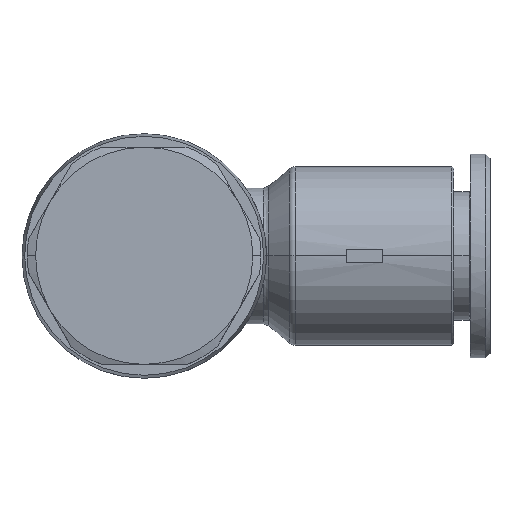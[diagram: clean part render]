
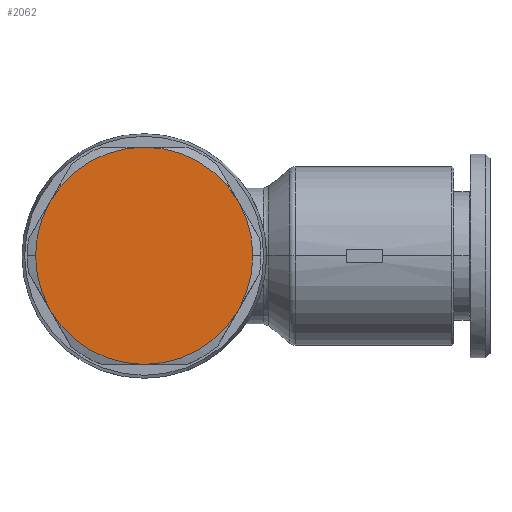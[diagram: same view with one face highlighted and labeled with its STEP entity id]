
A CAD part, top view. The second image highlights one B-rep face of the part: STEP entity #2062.
In plain terms, the highlighted planar face has unit normal (0, 0, 1).
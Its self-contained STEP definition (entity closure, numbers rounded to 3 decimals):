
#986=CARTESIAN_POINT('',(25.3,0.,15.1));
#987=VERTEX_POINT('',#986);
#994=CARTESIAN_POINT('',(23.692,-6.,15.1));
#995=VERTEX_POINT('',#994);
#996=CARTESIAN_POINT('',(13.3,0.,15.1));
#997=DIRECTION('',(0.0,0.0,1.0));
#998=DIRECTION('',(-1.0,0.0,0.0));
#999=AXIS2_PLACEMENT_3D('',#996,#997,#998);
#1000=CIRCLE('',#999,12.);
#1001=EDGE_CURVE('',#995,#987,#1000,.T.);
#1025=CARTESIAN_POINT('',(1.3,0.,15.1));
#1026=VERTEX_POINT('',#1025);
#1034=CARTESIAN_POINT('',(2.908,-6.,15.1));
#1035=VERTEX_POINT('',#1034);
#1049=CARTESIAN_POINT('',(13.3,0.,15.1));
#1050=DIRECTION('',(0.0,0.0,1.0));
#1051=DIRECTION('',(-1.0,0.0,0.0));
#1052=AXIS2_PLACEMENT_3D('',#1049,#1050,#1051);
#1053=CIRCLE('',#1052,12.);
#1054=EDGE_CURVE('',#1026,#1035,#1053,.T.);
#1476=CARTESIAN_POINT('',(13.3,-12.,15.1));
#1477=VERTEX_POINT('',#1476);
#1513=CARTESIAN_POINT('',(13.3,0.,15.1));
#1514=DIRECTION('',(0.0,0.0,1.0));
#1515=DIRECTION('',(-1.0,0.0,0.0));
#1516=AXIS2_PLACEMENT_3D('',#1513,#1514,#1515);
#1517=CIRCLE('',#1516,12.);
#1518=EDGE_CURVE('',#1477,#995,#1517,.T.);
#1565=CARTESIAN_POINT('',(13.3,0.,15.1));
#1566=DIRECTION('',(0.0,0.0,1.0));
#1567=DIRECTION('',(-1.0,0.0,0.0));
#1568=AXIS2_PLACEMENT_3D('',#1565,#1566,#1567);
#1569=CIRCLE('',#1568,12.);
#1570=EDGE_CURVE('',#1035,#1477,#1569,.T.);
#1581=CARTESIAN_POINT('',(2.908,6.,15.1));
#1582=VERTEX_POINT('',#1581);
#1583=CARTESIAN_POINT('',(13.3,0.,15.1));
#1584=DIRECTION('',(0.0,0.0,1.0));
#1585=DIRECTION('',(-1.0,0.0,0.0));
#1586=AXIS2_PLACEMENT_3D('',#1583,#1584,#1585);
#1587=CIRCLE('',#1586,12.);
#1588=EDGE_CURVE('',#1582,#1026,#1587,.T.);
#1635=CARTESIAN_POINT('',(13.3,12.,15.1));
#1636=VERTEX_POINT('',#1635);
#1637=CARTESIAN_POINT('',(13.3,0.,15.1));
#1638=DIRECTION('',(0.0,0.0,1.0));
#1639=DIRECTION('',(-1.0,0.0,0.0));
#1640=AXIS2_PLACEMENT_3D('',#1637,#1638,#1639);
#1641=CIRCLE('',#1640,12.);
#1642=EDGE_CURVE('',#1636,#1582,#1641,.T.);
#1689=CARTESIAN_POINT('',(23.692,6.,15.1));
#1690=VERTEX_POINT('',#1689);
#1691=CARTESIAN_POINT('',(13.3,0.,15.1));
#1692=DIRECTION('',(0.0,0.0,1.0));
#1693=DIRECTION('',(-1.0,0.0,0.0));
#1694=AXIS2_PLACEMENT_3D('',#1691,#1692,#1693);
#1695=CIRCLE('',#1694,12.);
#1696=EDGE_CURVE('',#1690,#1636,#1695,.T.);
#1751=CARTESIAN_POINT('',(13.3,0.,15.1));
#1752=DIRECTION('',(0.0,0.0,1.0));
#1753=DIRECTION('',(-1.0,0.0,0.0));
#1754=AXIS2_PLACEMENT_3D('',#1751,#1752,#1753);
#1755=CIRCLE('',#1754,12.);
#1756=EDGE_CURVE('',#987,#1690,#1755,.T.);
#2047=CARTESIAN_POINT('',(13.3,0.,15.1));
#2048=DIRECTION('',(0.0,0.0,1.0));
#2049=DIRECTION('',(-1.0,0.0,0.0));
#2050=AXIS2_PLACEMENT_3D('',#2047,#2048,#2049);
#2051=PLANE('',#2050);
#2052=ORIENTED_EDGE('',*,*,#1001,.T.);
#2053=ORIENTED_EDGE('',*,*,#1756,.T.);
#2054=ORIENTED_EDGE('',*,*,#1696,.T.);
#2055=ORIENTED_EDGE('',*,*,#1642,.T.);
#2056=ORIENTED_EDGE('',*,*,#1588,.T.);
#2057=ORIENTED_EDGE('',*,*,#1054,.T.);
#2058=ORIENTED_EDGE('',*,*,#1570,.T.);
#2059=ORIENTED_EDGE('',*,*,#1518,.T.);
#2060=EDGE_LOOP('',(#2052,#2053,#2054,#2055,#2056,#2057,#2058,#2059));
#2061=FACE_OUTER_BOUND('',#2060,.T.);
#2062=ADVANCED_FACE('',(#2061),#2051,.T.);
